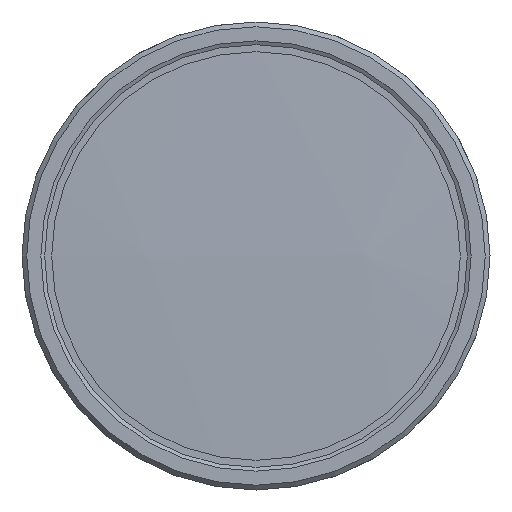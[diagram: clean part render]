
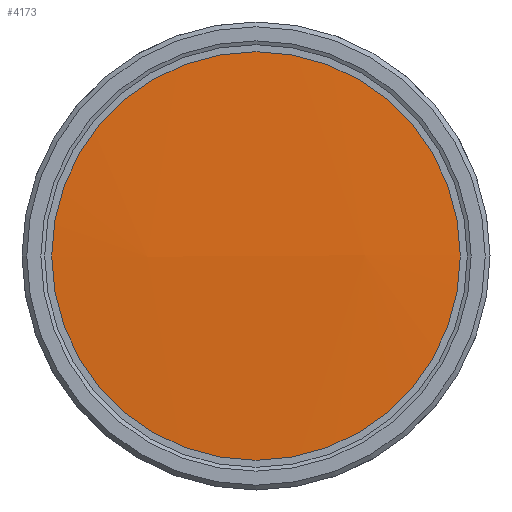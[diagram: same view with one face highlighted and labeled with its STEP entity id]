
A CAD part, left-side view. The second image highlights one B-rep face of the part: STEP entity #4173.
In plain terms, the highlighted spherical face has radius 419.65 mm.
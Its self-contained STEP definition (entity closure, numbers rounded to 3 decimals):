
#823=SPHERICAL_SURFACE('',#4729,419.65);
#1163=FACE_OUTER_BOUND('',#1451,.T.);
#1451=EDGE_LOOP('',(#2999));
#1779=CIRCLE('',#4730,23.25);
#1959=VERTEX_POINT('',#6193);
#2377=EDGE_CURVE('',#1959,#1959,#1779,.T.);
#2999=ORIENTED_EDGE('',*,*,#2377,.F.);
#4173=ADVANCED_FACE('',(#1163),#823,.T.);
#4729=AXIS2_PLACEMENT_3D('',#6192,#5179,#5180);
#4730=AXIS2_PLACEMENT_3D('',#6194,#5181,#5182);
#5179=DIRECTION('center_axis',(0.,0.,1.));
#5180=DIRECTION('ref_axis',(1.,0.,0.));
#5181=DIRECTION('center_axis',(1.,0.,0.));
#5182=DIRECTION('ref_axis',(0.,0.,-1.));
#6192=CARTESIAN_POINT('Origin',(419.65,0.,0.));
#6193=CARTESIAN_POINT('',(0.645,23.25,0.));
#6194=CARTESIAN_POINT('Origin',(0.645,0.,0.));
